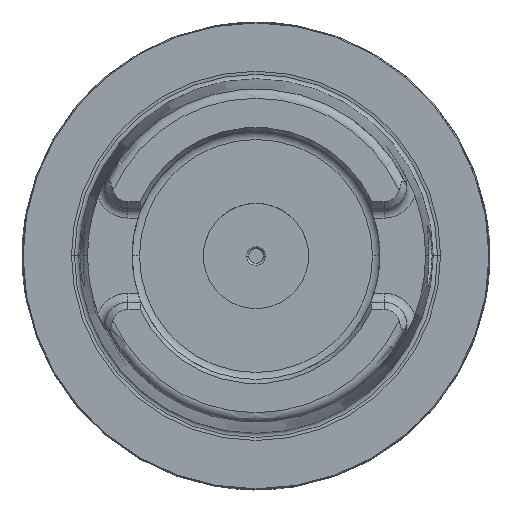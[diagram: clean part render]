
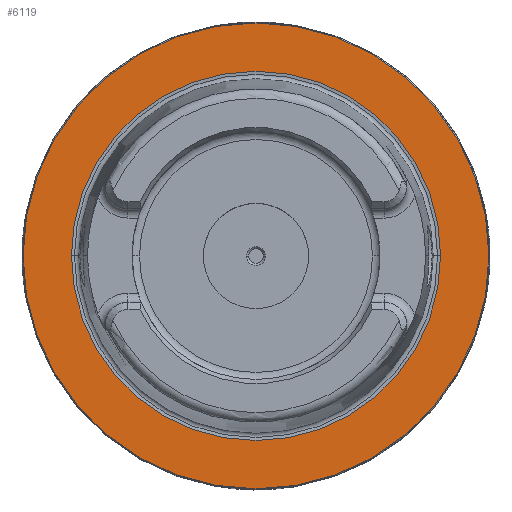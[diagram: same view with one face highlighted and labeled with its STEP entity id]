
A CAD part, top view. The second image highlights one B-rep face of the part: STEP entity #6119.
In plain terms, the highlighted planar face has unit normal (0, 0, 1).
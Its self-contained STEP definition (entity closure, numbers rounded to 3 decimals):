
#1956=CARTESIAN_POINT('',(0.,0.,0.));
#1957=DIRECTION('',(0.,0.,1.));
#1958=DIRECTION('',(1.,0.,0.));
#1959=AXIS2_PLACEMENT_3D('',#1956,#1957,#1958);
#1972=CARTESIAN_POINT('',(0.,0.,0.));
#1973=DIRECTION('',(0.,0.,-1.));
#1974=DIRECTION('',(1.,0.,0.));
#1975=AXIS2_PLACEMENT_3D('',#1972,#1973,#1974);
#1994=CARTESIAN_POINT('',(0.,0.,0.));
#1995=DIRECTION('',(0.,0.,1.));
#1996=DIRECTION('',(1.,0.,0.));
#1997=AXIS2_PLACEMENT_3D('',#1994,#1995,#1996);
#4415=CARTESIAN_POINT('',(0.,0.,0.));
#4416=DIRECTION('',(0.,0.,-1.));
#4417=DIRECTION('',(1.,0.,0.));
#4418=AXIS2_PLACEMENT_3D('',#4415,#4416,#4417);
#4511=CARTESIAN_POINT('',(39.464,0.,0.));
#4513=VERTEX_POINT('',#4511);
#4523=CARTESIAN_POINT('',(-39.464,0.,0.));
#4525=VERTEX_POINT('',#4523);
#4757=CARTESIAN_POINT('',(49.8,0.,0.));
#4758=CARTESIAN_POINT('',(-49.8,0.,0.));
#4759=VERTEX_POINT('',#4757);
#4760=VERTEX_POINT('',#4758);
#6103=CARTESIAN_POINT('',(0.,0.,0.));
#6104=DIRECTION('',(0.,0.,-1.));
#6105=DIRECTION('',(-1.,0.,0.));
#6106=AXIS2_PLACEMENT_3D('',#6103,#6104,#6105);
#6107=PLANE('',#6106);
#6108=ORIENTED_EDGE('',*,*,#6093,.F.);
#6110=ORIENTED_EDGE('',*,*,#6109,.T.);
#6111=EDGE_LOOP('',(#6108,#6110));
#6112=FACE_OUTER_BOUND('',#6111,.F.);
#6114=ORIENTED_EDGE('',*,*,#6113,.F.);
#6116=ORIENTED_EDGE('',*,*,#6115,.T.);
#6117=EDGE_LOOP('',(#6114,#6116));
#6118=FACE_BOUND('',#6117,.F.);
#1960=CIRCLE('',#1959,49.8);
#1976=CIRCLE('',#1975,39.464);
#1998=CIRCLE('',#1997,39.464);
#4419=CIRCLE('',#4418,49.8);
#6093=EDGE_CURVE('',#4759,#4760,#1960,.T.);
#6109=EDGE_CURVE('',#4759,#4760,#4419,.T.);
#6113=EDGE_CURVE('',#4513,#4525,#1976,.T.);
#6115=EDGE_CURVE('',#4513,#4525,#1998,.T.);
#6119=ADVANCED_FACE('',(#6112,#6118),#6107,.F.);
